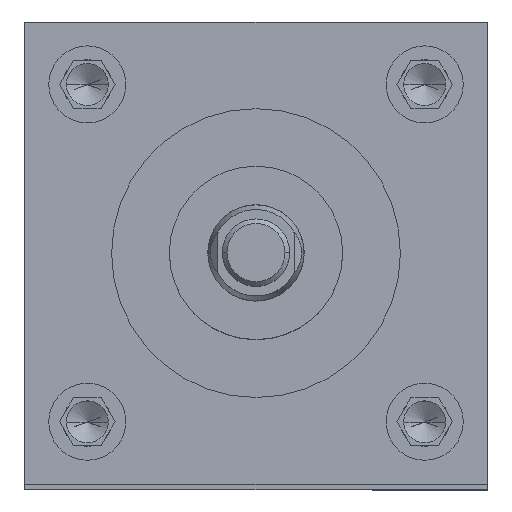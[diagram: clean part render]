
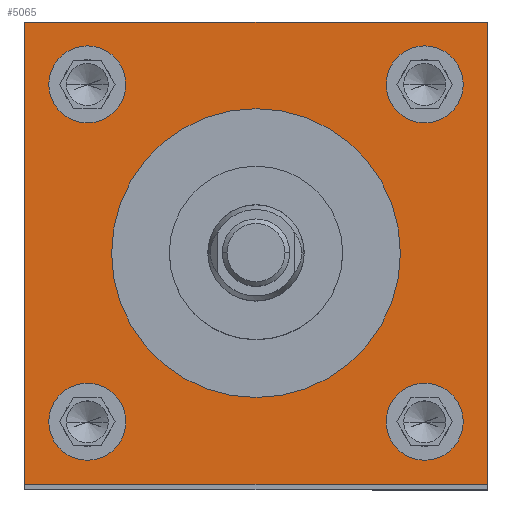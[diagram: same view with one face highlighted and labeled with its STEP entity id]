
A CAD part, top view. The second image highlights one B-rep face of the part: STEP entity #5065.
In plain terms, the highlighted planar face has unit normal (0, 0, 1).
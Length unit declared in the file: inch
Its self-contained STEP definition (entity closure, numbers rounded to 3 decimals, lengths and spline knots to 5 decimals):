
#199 = CARTESIAN_POINT ( 'NONE',  ( -1.095, 1.095, 21.75 ) ) ;
#285 = CIRCLE ( 'NONE', #6144, 0.25 ) ;
#386 = DIRECTION ( 'NONE',  ( 1., 0., 0. ) ) ;
#410 = VERTEX_POINT ( 'NONE', #4642 ) ;
#445 = VECTOR ( 'NONE', #2042, 39.37008 ) ;
#536 = DIRECTION ( 'NONE',  ( 0., 0., 1. ) ) ;
#593 = VECTOR ( 'NONE', #4829, 39.37008 ) ;
#627 = DIRECTION ( 'NONE',  ( 0., 0., 1. ) ) ;
#630 = CARTESIAN_POINT ( 'NONE',  ( 1.095, 1.095, 21.75 ) ) ;
#741 = DIRECTION ( 'NONE',  ( 0., 0., 1. ) ) ;
#746 = EDGE_LOOP ( 'NONE', ( #5722, #4951 ) ) ;
#791 = ORIENTED_EDGE ( 'NONE', *, *, #1136, .F. ) ;
#844 = CARTESIAN_POINT ( 'NONE',  ( -1.095, -1.095, 21.75 ) ) ;
#891 = EDGE_CURVE ( 'NONE', #3825, #4292, #5884, .T. ) ;
#915 = LINE ( 'NONE', #2087, #445 ) ;
#939 = CARTESIAN_POINT ( 'NONE',  ( -1.5, 1.5, 21.75 ) ) ;
#957 = ORIENTED_EDGE ( 'NONE', *, *, #5919, .F. ) ;
#964 = EDGE_CURVE ( 'NONE', #994, #5927, #4018, .T. ) ;
#969 = CIRCLE ( 'NONE', #3619, 0.9375 ) ;
#985 = ORIENTED_EDGE ( 'NONE', *, *, #891, .T. ) ;
#994 = VERTEX_POINT ( 'NONE', #2444 ) ;
#1001 = CIRCLE ( 'NONE', #1115, 0.25 ) ;
#1006 = EDGE_LOOP ( 'NONE', ( #1796, #5652 ) ) ;
#1031 = CARTESIAN_POINT ( 'NONE',  ( -1.5, -1.5, 21.75 ) ) ;
#1115 = AXIS2_PLACEMENT_3D ( 'NONE', #6417, #4242, #6528 ) ;
#1136 = EDGE_CURVE ( 'NONE', #5651, #5231, #5879, .T. ) ;
#1327 = DIRECTION ( 'NONE',  ( 1., 0., 0. ) ) ;
#1361 = CARTESIAN_POINT ( 'NONE',  ( 0.845, -1.095, 21.75 ) ) ;
#1458 = CARTESIAN_POINT ( 'NONE',  ( 1.5, 1.5, 21.75 ) ) ;
#1461 = DIRECTION ( 'NONE',  ( -1., 0., 0. ) ) ;
#1497 = AXIS2_PLACEMENT_3D ( 'NONE', #630, #6718, #6139 ) ;
#1520 = EDGE_CURVE ( 'NONE', #5927, #994, #969, .T. ) ;
#1564 = CARTESIAN_POINT ( 'NONE',  ( 1.095, -1.095, 21.75 ) ) ;
#1619 = CIRCLE ( 'NONE', #2430, 0.25 ) ;
#1626 = VECTOR ( 'NONE', #5533, 39.37008 ) ;
#1796 = ORIENTED_EDGE ( 'NONE', *, *, #5786, .F. ) ;
#1811 = AXIS2_PLACEMENT_3D ( 'NONE', #2954, #6354, #386 ) ;
#1815 = AXIS2_PLACEMENT_3D ( 'NONE', #1564, #5981, #3235 ) ;
#1948 = VERTEX_POINT ( 'NONE', #2329 ) ;
#2003 = FACE_BOUND ( 'NONE', #7115, .T. ) ;
#2042 = DIRECTION ( 'NONE',  ( 0., -1., 0. ) ) ;
#2087 = CARTESIAN_POINT ( 'NONE',  ( -1.5, -1.5, 21.75 ) ) ;
#2140 = EDGE_CURVE ( 'NONE', #410, #1948, #3529, .T. ) ;
#2162 = EDGE_CURVE ( 'NONE', #5231, #5651, #1001, .T. ) ;
#2236 = ORIENTED_EDGE ( 'NONE', *, *, #1520, .F. ) ;
#2329 = CARTESIAN_POINT ( 'NONE',  ( -0.845, 1.095, 21.75 ) ) ;
#2336 = CARTESIAN_POINT ( 'NONE',  ( 0., 0., 21.75 ) ) ;
#2363 = DIRECTION ( 'NONE',  ( 1., 0., 0. ) ) ;
#2416 = CIRCLE ( 'NONE', #1497, 0.25 ) ;
#2427 = EDGE_LOOP ( 'NONE', ( #2506, #5642, #3195, #985 ) ) ;
#2430 = AXIS2_PLACEMENT_3D ( 'NONE', #2834, #627, #4022 ) ;
#2444 = CARTESIAN_POINT ( 'NONE',  ( -0.9375, 0., 21.75 ) ) ;
#2506 = ORIENTED_EDGE ( 'NONE', *, *, #4586, .T. ) ;
#2517 = FACE_BOUND ( 'NONE', #746, .T. ) ;
#2580 = EDGE_LOOP ( 'NONE', ( #2236, #2889 ) ) ;
#2603 = CIRCLE ( 'NONE', #4560, 0.25 ) ;
#2629 = FACE_BOUND ( 'NONE', #2580, .T. ) ;
#2644 = CARTESIAN_POINT ( 'NONE',  ( -1.5, 1.5, 21.75 ) ) ;
#2677 = DIRECTION ( 'NONE',  ( 1., 0., 0. ) ) ;
#2690 = VECTOR ( 'NONE', #4602, 39.37008 ) ;
#2737 = CARTESIAN_POINT ( 'NONE',  ( -1.345, -1.095, 21.75 ) ) ;
#2834 = CARTESIAN_POINT ( 'NONE',  ( 1.095, 1.095, 21.75 ) ) ;
#2889 = ORIENTED_EDGE ( 'NONE', *, *, #964, .F. ) ;
#2954 = CARTESIAN_POINT ( 'NONE',  ( 0., 0., 21.75 ) ) ;
#3110 = VERTEX_POINT ( 'NONE', #2737 ) ;
#3127 = CARTESIAN_POINT ( 'NONE',  ( 1.5, -1.5, 21.75 ) ) ;
#3195 = ORIENTED_EDGE ( 'NONE', *, *, #3615, .T. ) ;
#3235 = DIRECTION ( 'NONE',  ( 1., 0., 0. ) ) ;
#3318 = CARTESIAN_POINT ( 'NONE',  ( 1.345, 1.095, 21.75 ) ) ;
#3529 = CIRCLE ( 'NONE', #6200, 0.25 ) ;
#3615 = EDGE_CURVE ( 'NONE', #6424, #3825, #5745, .T. ) ;
#3619 = AXIS2_PLACEMENT_3D ( 'NONE', #2336, #4533, #2677 ) ;
#3657 = AXIS2_PLACEMENT_3D ( 'NONE', #6393, #6931, #1461 ) ;
#3701 = CIRCLE ( 'NONE', #5778, 0.25 ) ;
#3714 = PLANE ( 'NONE',  #3657 ) ;
#3716 = VERTEX_POINT ( 'NONE', #6823 ) ;
#3807 = CARTESIAN_POINT ( 'NONE',  ( 0.845, 1.095, 21.75 ) ) ;
#3825 = VERTEX_POINT ( 'NONE', #1458 ) ;
#3873 = ORIENTED_EDGE ( 'NONE', *, *, #6348, .F. ) ;
#4018 = CIRCLE ( 'NONE', #1811, 0.9375 ) ;
#4022 = DIRECTION ( 'NONE',  ( 1., 0., 0. ) ) ;
#4242 = DIRECTION ( 'NONE',  ( 0., 0., 1. ) ) ;
#4250 = FACE_BOUND ( 'NONE', #6586, .T. ) ;
#4292 = VERTEX_POINT ( 'NONE', #2644 ) ;
#4386 = VERTEX_POINT ( 'NONE', #3318 ) ;
#4500 = CARTESIAN_POINT ( 'NONE',  ( 1.5, -1.5, 21.75 ) ) ;
#4533 = DIRECTION ( 'NONE',  ( 0., 0., 1. ) ) ;
#4560 = AXIS2_PLACEMENT_3D ( 'NONE', #844, #4585, #1327 ) ;
#4571 = EDGE_CURVE ( 'NONE', #3110, #3716, #2603, .T. ) ;
#4585 = DIRECTION ( 'NONE',  ( 0., 0., 1. ) ) ;
#4586 = EDGE_CURVE ( 'NONE', #4292, #6206, #915, .T. ) ;
#4602 = DIRECTION ( 'NONE',  ( 0., 1., 0. ) ) ;
#4642 = CARTESIAN_POINT ( 'NONE',  ( -1.345, 1.095, 21.75 ) ) ;
#4803 = EDGE_CURVE ( 'NONE', #6206, #6424, #6033, .T. ) ;
#4829 = DIRECTION ( 'NONE',  ( -1., 0., 0. ) ) ;
#4937 = DIRECTION ( 'NONE',  ( 1., 0., 0. ) ) ;
#4951 = ORIENTED_EDGE ( 'NONE', *, *, #2140, .F. ) ;
#4977 = EDGE_CURVE ( 'NONE', #1948, #410, #285, .T. ) ;
#5065 = ADVANCED_FACE ( 'NONE', ( #4250, #2003, #5310, #2517, #2629, #5885 ), #3714, .F. ) ;
#5231 = VERTEX_POINT ( 'NONE', #1361 ) ;
#5310 = FACE_BOUND ( 'NONE', #1006, .T. ) ;
#5533 = DIRECTION ( 'NONE',  ( 1., 0., 0. ) ) ;
#5642 = ORIENTED_EDGE ( 'NONE', *, *, #4803, .T. ) ;
#5651 = VERTEX_POINT ( 'NONE', #6936 ) ;
#5652 = ORIENTED_EDGE ( 'NONE', *, *, #4571, .F. ) ;
#5710 = CARTESIAN_POINT ( 'NONE',  ( 0.9375, 0., 21.75 ) ) ;
#5722 = ORIENTED_EDGE ( 'NONE', *, *, #4977, .F. ) ;
#5745 = LINE ( 'NONE', #4500, #2690 ) ;
#5746 = CARTESIAN_POINT ( 'NONE',  ( -1.095, 1.095, 21.75 ) ) ;
#5778 = AXIS2_PLACEMENT_3D ( 'NONE', #6545, #536, #4937 ) ;
#5786 = EDGE_CURVE ( 'NONE', #3716, #3110, #3701, .T. ) ;
#5879 = CIRCLE ( 'NONE', #1815, 0.25 ) ;
#5884 = LINE ( 'NONE', #939, #593 ) ;
#5885 = FACE_OUTER_BOUND ( 'NONE', #2427, .T. ) ;
#5919 = EDGE_CURVE ( 'NONE', #4386, #6244, #2416, .T. ) ;
#5927 = VERTEX_POINT ( 'NONE', #5710 ) ;
#5981 = DIRECTION ( 'NONE',  ( 0., 0., 1. ) ) ;
#6033 = LINE ( 'NONE', #6145, #1626 ) ;
#6139 = DIRECTION ( 'NONE',  ( 1., 0., 0. ) ) ;
#6144 = AXIS2_PLACEMENT_3D ( 'NONE', #5746, #741, #6756 ) ;
#6145 = CARTESIAN_POINT ( 'NONE',  ( -1.5, -1.5, 21.75 ) ) ;
#6200 = AXIS2_PLACEMENT_3D ( 'NONE', #199, #6853, #2363 ) ;
#6206 = VERTEX_POINT ( 'NONE', #1031 ) ;
#6244 = VERTEX_POINT ( 'NONE', #3807 ) ;
#6348 = EDGE_CURVE ( 'NONE', #6244, #4386, #1619, .T. ) ;
#6354 = DIRECTION ( 'NONE',  ( 0., 0., 1. ) ) ;
#6393 = CARTESIAN_POINT ( 'NONE',  ( -1.5, 1.5, 21.75 ) ) ;
#6417 = CARTESIAN_POINT ( 'NONE',  ( 1.095, -1.095, 21.75 ) ) ;
#6424 = VERTEX_POINT ( 'NONE', #3127 ) ;
#6427 = ORIENTED_EDGE ( 'NONE', *, *, #2162, .F. ) ;
#6528 = DIRECTION ( 'NONE',  ( 1., 0., 0. ) ) ;
#6545 = CARTESIAN_POINT ( 'NONE',  ( -1.095, -1.095, 21.75 ) ) ;
#6586 = EDGE_LOOP ( 'NONE', ( #791, #6427 ) ) ;
#6718 = DIRECTION ( 'NONE',  ( 0., 0., 1. ) ) ;
#6756 = DIRECTION ( 'NONE',  ( 1., 0., 0. ) ) ;
#6823 = CARTESIAN_POINT ( 'NONE',  ( -0.845, -1.095, 21.75 ) ) ;
#6853 = DIRECTION ( 'NONE',  ( 0., 0., 1. ) ) ;
#6931 = DIRECTION ( 'NONE',  ( 0., 0., -1. ) ) ;
#6936 = CARTESIAN_POINT ( 'NONE',  ( 1.345, -1.095, 21.75 ) ) ;
#7115 = EDGE_LOOP ( 'NONE', ( #957, #3873 ) ) ;
